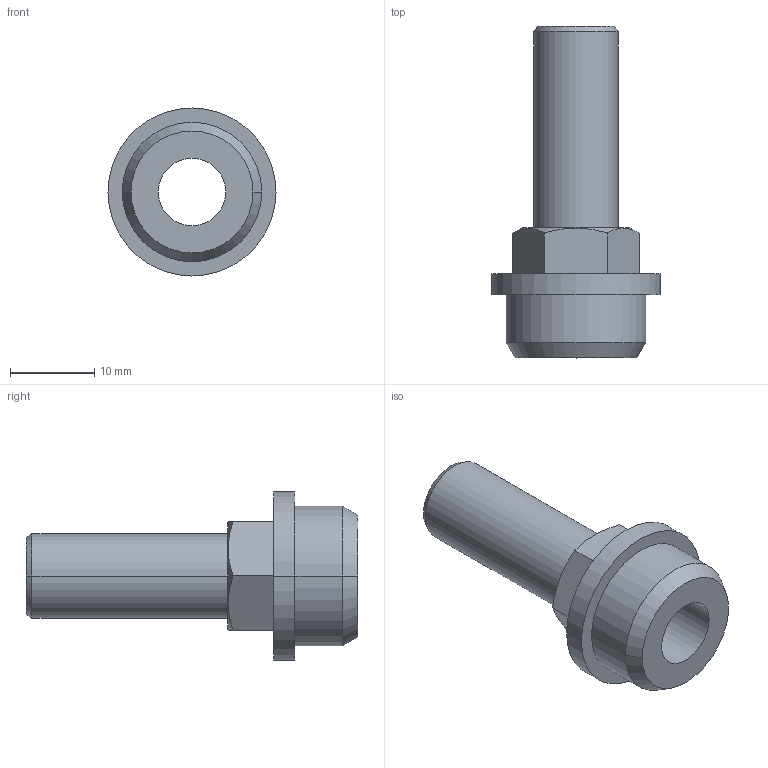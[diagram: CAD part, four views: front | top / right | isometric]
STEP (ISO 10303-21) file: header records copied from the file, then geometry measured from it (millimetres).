
FILE_DESCRIPTION((''),'2;1');
FILE_NAME('061038.stp','2003-05-26T16:48:57',('maffial1'),(''),'Autodesk Inventor (R) 6.0','Autodesk Inventor (R) 6.0','');
FILE_SCHEMA(('AUTOMOTIVE_DESIGN { 1 0 10303 214 1 1 1 1 }'));
Length unit declared in the file: millimetre
Products named in the file (1): 061038
Bounding box: 20 x 39.5 x 20 mm (x, y, z)
Volume: 3058.7 mm3; surface area: 3008.7 mm2
Topology: 1 solids, 1 shells, 25 faces, 54 edges, 34 vertices
Faces by surface type: plane 11, cylinder 8, cone 6
Entity records: 703 total; most frequent: CARTESIAN_POINT 126, DIRECTION 122, ORIENTED_EDGE 108, EDGE_CURVE 54, AXIS2_PLACEMENT_3D 48, VERTEX_POINT 34, EDGE_LOOP 30, VECTOR 26
